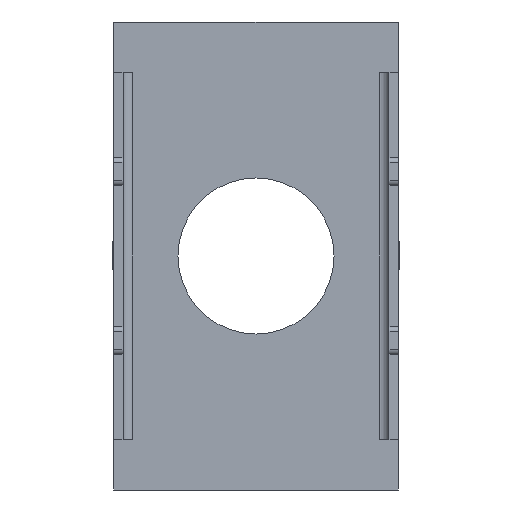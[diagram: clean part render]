
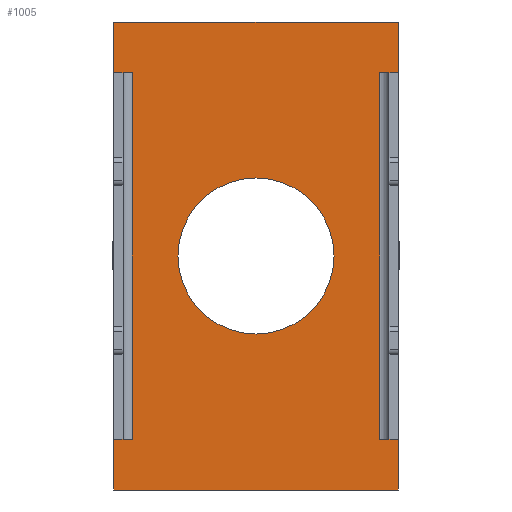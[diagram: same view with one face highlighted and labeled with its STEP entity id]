
A CAD part, front view. The second image highlights one B-rep face of the part: STEP entity #1005.
In plain terms, the highlighted planar face has unit normal (0, -1, 0).
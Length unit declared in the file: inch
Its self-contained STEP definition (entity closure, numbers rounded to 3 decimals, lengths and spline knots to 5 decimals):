
#35=LINE($,#1453,#142);
#88=LINE($,#1595,#195);
#92=LINE($,#1603,#199);
#94=LINE($,#1611,#201);
#109=LINE($,#1640,#216);
#111=LINE($,#1645,#218);
#114=LINE($,#1656,#221);
#116=LINE($,#1658,#223);
#119=LINE($,#1666,#226);
#120=LINE($,#1667,#227);
#122=LINE($,#1672,#229);
#123=LINE($,#1673,#230);
#142=VECTOR($,#1162,0.02);
#195=VECTOR($,#1287,0.02);
#199=VECTOR($,#1293,0.02);
#201=VECTOR($,#1301,0.02);
#216=VECTOR($,#1336,0.401);
#218=VECTOR($,#1340,0.311);
#221=VECTOR($,#1351,0.0555);
#223=VECTOR($,#1353,0.0555);
#226=VECTOR($,#1362,0.0555);
#227=VECTOR($,#1363,0.0555);
#229=VECTOR($,#1371,0.401);
#230=VECTOR($,#1372,0.311);
#264=PLANE($,#1094);
#272=FACE_BOUND($,#378,.T.);
#273=FACE_BOUND($,#379,.T.);
#378=EDGE_LOOP($,(#903));
#379=EDGE_LOOP($,(#904,#905,#906,#907,#908,#909,#910,#911,#912,#913,#914,
#915));
#384=CIRCLE($,#1014,0.0854);
#417=VERTEX_POINT($,#1383);
#436=VERTEX_POINT($,#1445);
#439=VERTEX_POINT($,#1451);
#491=VERTEX_POINT($,#1592);
#492=VERTEX_POINT($,#1594);
#494=VERTEX_POINT($,#1600);
#495=VERTEX_POINT($,#1602);
#497=VERTEX_POINT($,#1608);
#498=VERTEX_POINT($,#1610);
#503=VERTEX_POINT($,#1643);
#504=VERTEX_POINT($,#1644);
#507=VERTEX_POINT($,#1652);
#510=VERTEX_POINT($,#1664);
#512=EDGE_CURVE($,#417,#417,#384,.T.);
#542=EDGE_CURVE($,#436,#439,#35,.T.);
#610=EDGE_CURVE($,#491,#492,#88,.T.);
#614=EDGE_CURVE($,#494,#495,#92,.T.);
#618=EDGE_CURVE($,#498,#497,#94,.T.);
#635=EDGE_CURVE($,#491,#436,#109,.T.);
#637=EDGE_CURVE($,#503,#504,#111,.T.);
#643=EDGE_CURVE($,#494,#504,#114,.T.);
#645=EDGE_CURVE($,#507,#498,#116,.T.);
#649=EDGE_CURVE($,#439,#510,#119,.T.);
#650=EDGE_CURVE($,#503,#492,#120,.T.);
#652=EDGE_CURVE($,#495,#497,#122,.T.);
#653=EDGE_CURVE($,#507,#510,#123,.T.);
#903=ORIENTED_EDGE($,*,*,#512,.T.);
#904=ORIENTED_EDGE($,*,*,#652,.F.);
#905=ORIENTED_EDGE($,*,*,#614,.F.);
#906=ORIENTED_EDGE($,*,*,#643,.T.);
#907=ORIENTED_EDGE($,*,*,#637,.F.);
#908=ORIENTED_EDGE($,*,*,#650,.T.);
#909=ORIENTED_EDGE($,*,*,#610,.F.);
#910=ORIENTED_EDGE($,*,*,#635,.T.);
#911=ORIENTED_EDGE($,*,*,#542,.T.);
#912=ORIENTED_EDGE($,*,*,#649,.T.);
#913=ORIENTED_EDGE($,*,*,#653,.F.);
#914=ORIENTED_EDGE($,*,*,#645,.T.);
#915=ORIENTED_EDGE($,*,*,#618,.T.);
#1005=ADVANCED_FACE($,(#272,#273),#264,.T.);
#1014=AXIS2_PLACEMENT_3D($,#1384,#1104,#1105);
#1094=AXIS2_PLACEMENT_3D($,#1671,#1369,#1370);
#1104=DIRECTION('center_axis',(0.,1.,0.));
#1105=DIRECTION('ref_axis',(1.,0.,0.));
#1162=DIRECTION($,(1.,0.,0.));
#1287=DIRECTION($,(1.,0.,0.));
#1293=DIRECTION($,(1.,0.,0.));
#1301=DIRECTION($,(1.,0.,0.));
#1336=DIRECTION($,(0.,0.,1.));
#1340=DIRECTION($,(-1.,0.,0.));
#1351=DIRECTION($,(0.,0.,-1.));
#1353=DIRECTION($,(0.,0.,-1.));
#1362=DIRECTION($,(0.,0.,1.));
#1363=DIRECTION($,(0.,0.,1.));
#1369=DIRECTION('center_axis',(0.,-1.,0.));
#1370=DIRECTION('ref_axis',(0.,0.,-1.));
#1371=DIRECTION($,(0.,0.,1.));
#1372=DIRECTION($,(1.,0.,0.));
#1383=CARTESIAN_POINT('',(0.0854,0.,0.));
#1384=CARTESIAN_POINT('Origin',(0.,0.,0.));
#1445=CARTESIAN_POINT('',(0.1355,0.,0.2005));
#1451=CARTESIAN_POINT('',(0.1555,0.,0.2005));
#1453=CARTESIAN_POINT($,(0.,0.,0.2005));
#1592=CARTESIAN_POINT('',(0.1355,0.,-0.2005));
#1594=CARTESIAN_POINT('',(0.1555,0.,-0.2005));
#1595=CARTESIAN_POINT($,(0.,0.,-0.2005));
#1600=CARTESIAN_POINT('',(-0.1555,0.,-0.2005));
#1602=CARTESIAN_POINT('',(-0.1355,0.,-0.2005));
#1603=CARTESIAN_POINT($,(0.,0.,-0.2005));
#1608=CARTESIAN_POINT('',(-0.1355,0.,0.2005));
#1610=CARTESIAN_POINT('',(-0.1555,0.,0.2005));
#1611=CARTESIAN_POINT($,(0.,0.,0.2005));
#1640=CARTESIAN_POINT($,(0.1355,0.,0.));
#1643=CARTESIAN_POINT('',(0.1555,0.,-0.256));
#1644=CARTESIAN_POINT('',(-0.1555,0.,-0.256));
#1645=CARTESIAN_POINT($,(0.,0.,-0.256));
#1652=CARTESIAN_POINT('',(-0.1555,0.,0.256));
#1656=CARTESIAN_POINT($,(-0.1555,0.,0.));
#1658=CARTESIAN_POINT($,(-0.1555,0.,0.));
#1664=CARTESIAN_POINT('',(0.1555,0.,0.256));
#1666=CARTESIAN_POINT($,(0.1555,0.,0.));
#1667=CARTESIAN_POINT($,(0.1555,0.,0.));
#1671=CARTESIAN_POINT('Origin',(0.1355,0.,0.));
#1672=CARTESIAN_POINT($,(-0.1355,0.,0.));
#1673=CARTESIAN_POINT($,(0.,0.,0.256));
